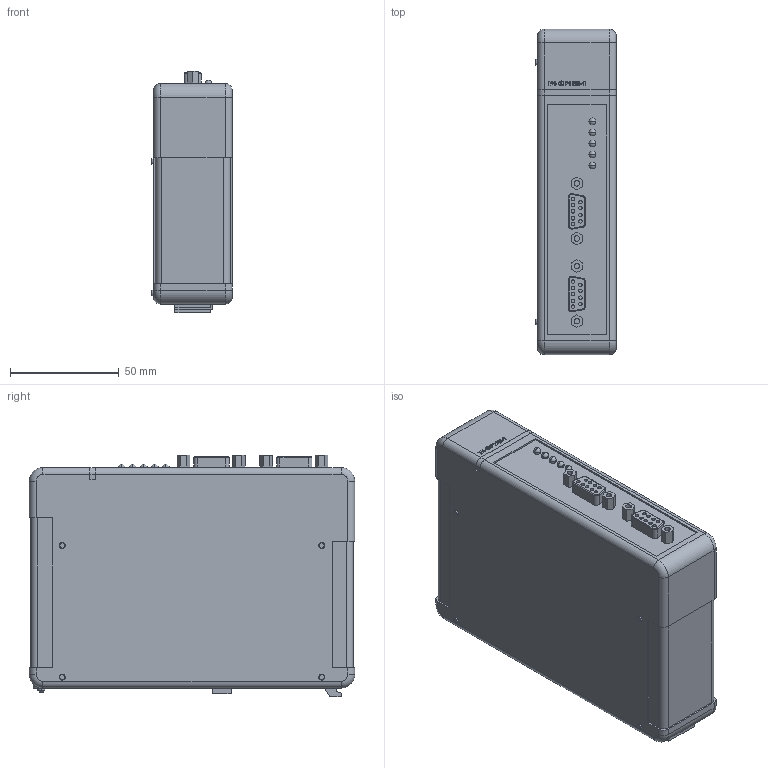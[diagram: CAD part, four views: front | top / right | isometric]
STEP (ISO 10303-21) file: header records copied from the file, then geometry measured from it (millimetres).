
FILE_DESCRIPTION (( 'STEP AP214' ), '1' );
FILE_NAME ('F4-CP128-1.step', '2014-09-23T18:08:05', ( '' ), ( '' ), 'SwSTEP 2.0', 'SolidWorks 2014', '' );
FILE_SCHEMA (( 'AUTOMOTIVE_DESIGN' ));
Length unit declared in the file: inch
Products named in the file (1): F4-CP128-1
Bounding box: 36.96 x 149.99 x 111.12 mm (x, y, z)
Volume: 532424.2 mm3; surface area: 52832.2 mm2
Topology: 2 solids, 2 shells, 406 faces, 983 edges, 641 vertices
Faces by surface type: plane 221, cylinder 104, bspline 43, torus 18, cone 10, sphere 10
Entity records: 18099 total; most frequent: CARTESIAN_POINT 4495, ORIENTED_EDGE 1966, DIRECTION 1875, EDGE_CURVE 983, LINE 641, VERTEX_POINT 641, VECTOR 641, AXIS2_PLACEMENT_3D 617
